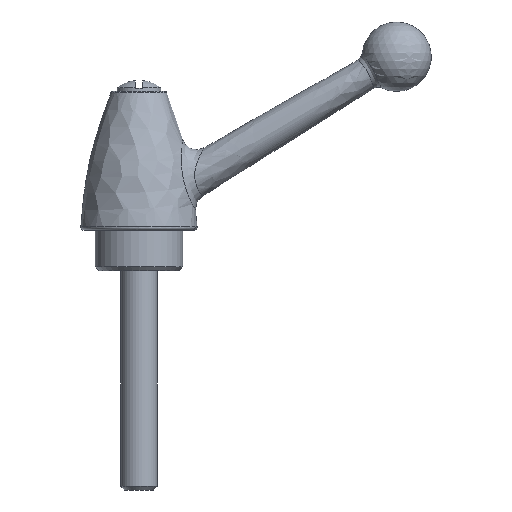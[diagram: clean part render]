
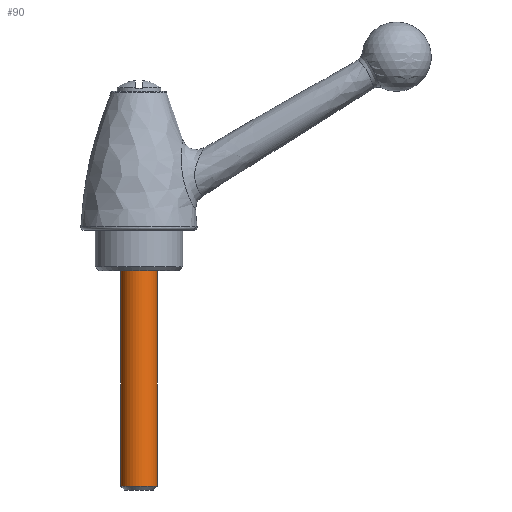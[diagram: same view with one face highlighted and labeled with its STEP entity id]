
A CAD part, front view. The second image highlights one B-rep face of the part: STEP entity #90.
In plain terms, the highlighted cylindrical face has radius 2.5 mm (diameter 5 mm), a full revolution.
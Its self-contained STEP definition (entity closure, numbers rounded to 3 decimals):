
#90 = ADVANCED_FACE( '', ( #191, #192 ), #193, .T. );
#191 = FACE_OUTER_BOUND( '', #3404, .T. );
#192 = FACE_OUTER_BOUND( '', #3405, .T. );
#193 = CYLINDRICAL_SURFACE( '', #3406, 2.5 );
#3404 = EDGE_LOOP( '', ( #4248 ) );
#3405 = EDGE_LOOP( '', ( #4249 ) );
#3406 = AXIS2_PLACEMENT_3D( '', #4250, #4251, #4252 );
#4248 = ORIENTED_EDGE( '', *, *, #4263, .T. );
#4249 = ORIENTED_EDGE( '', *, *, #4307, .T. );
#4250 = CARTESIAN_POINT( '', ( 0., 0., -35.5 ) );
#4251 = DIRECTION( '', ( 0., 0., -1. ) );
#4252 = DIRECTION( '', ( 0., -1., 0. ) );
#4263 = EDGE_CURVE( '', #4317, #4317, #4318, .F. );
#4307 = EDGE_CURVE( '', #4385, #4385, #4386, .F. );
#4317 = VERTEX_POINT( '', #4397 );
#4318 = CIRCLE( '', #4398, 2.5 );
#4385 = VERTEX_POINT( '', #6262 );
#4386 = CIRCLE( '', #6263, 2.5 );
#4397 = CARTESIAN_POINT( '', ( 0., 2.5, -35. ) );
#4398 = AXIS2_PLACEMENT_3D( '', #6273, #6274, #6275 );
#6262 = CARTESIAN_POINT( '', ( 0., -2.5, -5.5 ) );
#6263 = AXIS2_PLACEMENT_3D( '', #6321, #6322, #6323 );
#6273 = CARTESIAN_POINT( '', ( 0., 0., -35. ) );
#6274 = DIRECTION( '', ( 0., 0., -1. ) );
#6275 = DIRECTION( '', ( 0., 1., 0. ) );
#6321 = CARTESIAN_POINT( '', ( 0., 0., -5.5 ) );
#6322 = DIRECTION( '', ( 0., 0., 1. ) );
#6323 = DIRECTION( '', ( 0., -1., 0. ) );
